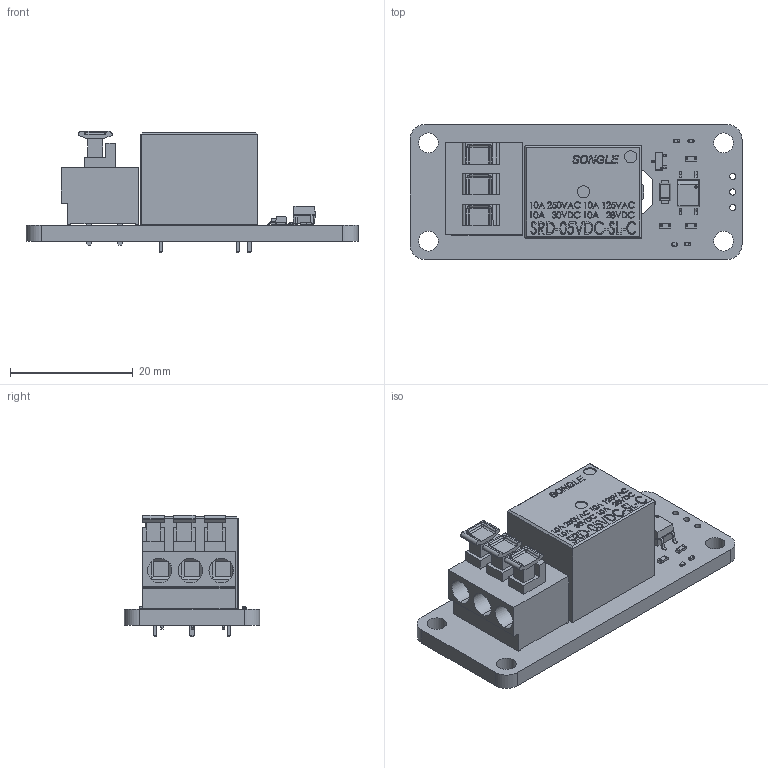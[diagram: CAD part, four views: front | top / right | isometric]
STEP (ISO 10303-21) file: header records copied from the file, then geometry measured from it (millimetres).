
FILE_DESCRIPTION(('KiCad electronic assembly'),'2;1');
FILE_NAME('1-channel relay board 3D.step','2025-04-23T13:14:32',( 'Pcbnew'),('Kicad'),'Open CASCADE STEP processor 7.8', 'KiCad to STEP converter','Unknown');
FILE_SCHEMA(('AUTOMOTIVE_DESIGN { 1 0 10303 214 1 1 1 1 }'));
Length unit declared in the file: millimetre
Products named in the file (18): 1-channel relay board 3D 1; 0603R; User Library-R0603-1; PC357N2J000F; PC365NJ0000F; 0402R; RL0402JR-070R51L; SMA_m4; User Library-sub-sma; 0402LED; SML-P11MTT86; relay srd05vdc-sl-c; SOT23-3; DBZ3; KF232 3P; 1-channel relay board_PCB
Assembly tree (21 placements, depth 3):
  1-channel relay board 3D 1
    0603R  x3
      User Library-R0603-1
    PC357N2J000F
      PC365NJ0000F
    0402R  x2
      RL0402JR-070R51L
    SMA_m4
      User Library-sub-sma
    0402LED  x2
      SML-P11MTT86
    relay srd05vdc-sl-c
      relay srd05vdc-sl-c
    SOT23-3
      DBZ3
    KF232 3P
      KF232 3P
    1-channel relay board_PCB
Bounding box: 54 x 22 x 19.7 mm (x, y, z)
Volume: 8791 mm3; surface area: 6362 mm2
Topology: 43 solids, 43 shells, 1592 faces, 4075 edges, 2641 vertices
Faces by surface type: plane 1012, bspline 313, cylinder 231, sphere 30, torus 6
Full cylindrical faces by diameter (mm): 0.8 x2, 1 x3, 1.1 x3, 1.2 x6, 3.2 x4
Entity records: 64963 total; most frequent: CARTESIAN_POINT 26969, ORIENTED_EDGE 6834, DIRECTION 5191, EDGE_CURVE 3417, LINE 2449, VECTOR 2449, VERTEX_POINT 2241, FACE_BOUND 1478
